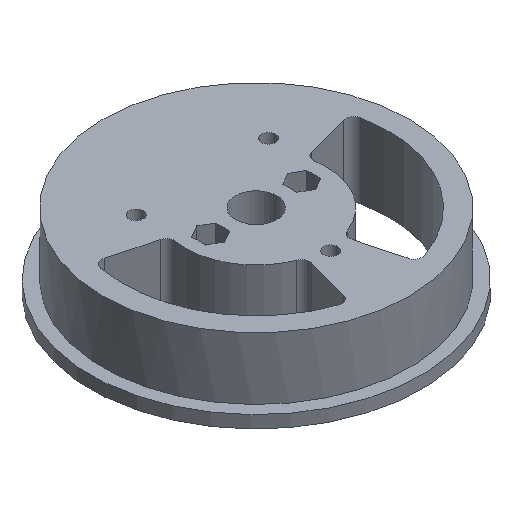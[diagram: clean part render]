
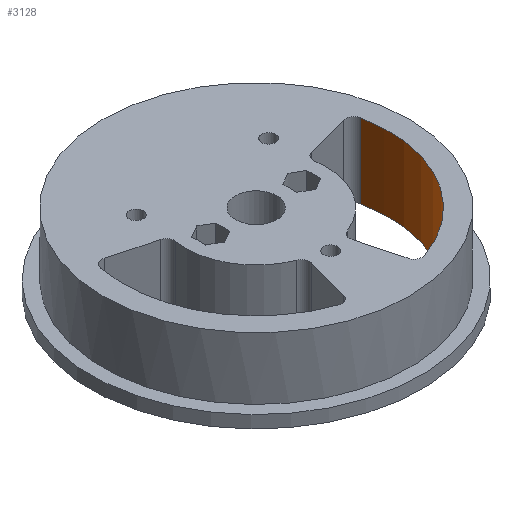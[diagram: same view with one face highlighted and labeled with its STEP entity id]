
A CAD part, isometric view. The second image highlights one B-rep face of the part: STEP entity #3128.
In plain terms, the highlighted cylindrical face has radius 32 mm (diameter 64 mm), a partial arc.
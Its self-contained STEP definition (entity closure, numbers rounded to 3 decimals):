
#44 = PLANE('',#45);
#45 = AXIS2_PLACEMENT_3D('',#46,#47,#48);
#46 = CARTESIAN_POINT('',(0.,0.,0.));
#47 = DIRECTION('',(0.,0.,-1.));
#48 = DIRECTION('',(1.,0.,0.));
#927 = VERTEX_POINT('',#928);
#928 = CARTESIAN_POINT('',(10.324,-30.289,0.));
#947 = CYLINDRICAL_SURFACE('',#948,2.);
#948 = AXIS2_PLACEMENT_3D('',#949,#950,#951);
#949 = CARTESIAN_POINT('',(9.679,-28.396,0.));
#950 = DIRECTION('',(-0.,-0.,-1.));
#951 = DIRECTION('',(1.,0.,0.));
#1115 = VERTEX_POINT('',#1116);
#1116 = CARTESIAN_POINT('',(31.393,6.203,0.));
#1135 = CYLINDRICAL_SURFACE('',#1136,2.);
#1136 = AXIS2_PLACEMENT_3D('',#1137,#1138,#1139);
#1137 = CARTESIAN_POINT('',(29.431,5.815,0.));
#1138 = DIRECTION('',(-0.,-0.,-1.));
#1139 = DIRECTION('',(1.,0.,0.));
#1147 = EDGE_CURVE('',#927,#1115,#1148,.T.);
#1148 = SURFACE_CURVE('',#1149,(#1154,#1165),.PCURVE_S1.);
#1149 = CIRCLE('',#1150,32.);
#1150 = AXIS2_PLACEMENT_3D('',#1151,#1152,#1153);
#1151 = CARTESIAN_POINT('',(0.,0.,0.));
#1152 = DIRECTION('',(0.,0.,1.));
#1153 = DIRECTION('',(1.,0.,0.));
#1154 = PCURVE('',#44,#1155);
#1155 = DEFINITIONAL_REPRESENTATION('',(#1156),#1164);
#1156 = ( BOUNDED_CURVE() B_SPLINE_CURVE(2,(#1157,#1158,#1159,#1160,
#1161,#1162,#1163),.UNSPECIFIED.,.T.,.F.) B_SPLINE_CURVE_WITH_KNOTS((1,2
    ,2,2,2,1),(-2.094,0.,2.094,4.189,
6.283,8.378),.UNSPECIFIED.) CURVE() 
GEOMETRIC_REPRESENTATION_ITEM() RATIONAL_B_SPLINE_CURVE((1.,0.5,1.,0.5,
1.,0.5,1.)) REPRESENTATION_ITEM('') );
#1157 = CARTESIAN_POINT('',(32.,0.));
#1158 = CARTESIAN_POINT('',(32.,-55.426));
#1159 = CARTESIAN_POINT('',(-16.,-27.713));
#1160 = CARTESIAN_POINT('',(-64.,0.));
#1161 = CARTESIAN_POINT('',(-16.,27.713));
#1162 = CARTESIAN_POINT('',(32.,55.426));
#1163 = CARTESIAN_POINT('',(32.,0.));
#1164 = ( GEOMETRIC_REPRESENTATION_CONTEXT(2) 
PARAMETRIC_REPRESENTATION_CONTEXT() REPRESENTATION_CONTEXT('2D SPACE',''
  ) );
#1165 = PCURVE('',#1166,#1171);
#1166 = CYLINDRICAL_SURFACE('',#1167,32.);
#1167 = AXIS2_PLACEMENT_3D('',#1168,#1169,#1170);
#1168 = CARTESIAN_POINT('',(0.,0.,0.));
#1169 = DIRECTION('',(-0.,-0.,-1.));
#1170 = DIRECTION('',(1.,0.,0.));
#1171 = DEFINITIONAL_REPRESENTATION('',(#1172),#1176);
#1172 = LINE('',#1173,#1174);
#1173 = CARTESIAN_POINT('',(-0.,0.));
#1174 = VECTOR('',#1175,1.);
#1175 = DIRECTION('',(-1.,0.));
#1176 = ( GEOMETRIC_REPRESENTATION_CONTEXT(2) 
PARAMETRIC_REPRESENTATION_CONTEXT() REPRESENTATION_CONTEXT('2D SPACE',''
  ) );
#1824 = PLANE('',#1825);
#1825 = AXIS2_PLACEMENT_3D('',#1826,#1827,#1828);
#1826 = CARTESIAN_POINT('',(0.,0.,18.));
#1827 = DIRECTION('',(0.,0.,-1.));
#1828 = DIRECTION('',(1.,0.,0.));
#3080 = VERTEX_POINT('',#3081);
#3081 = CARTESIAN_POINT('',(10.324,-30.289,18.));
#3107 = EDGE_CURVE('',#927,#3080,#3108,.T.);
#3108 = SURFACE_CURVE('',#3109,(#3113,#3120),.PCURVE_S1.);
#3109 = LINE('',#3110,#3111);
#3110 = CARTESIAN_POINT('',(10.324,-30.289,0.));
#3111 = VECTOR('',#3112,1.);
#3112 = DIRECTION('',(0.,0.,1.));
#3113 = PCURVE('',#947,#3114);
#3114 = DEFINITIONAL_REPRESENTATION('',(#3115),#3119);
#3115 = LINE('',#3116,#3117);
#3116 = CARTESIAN_POINT('',(-5.041,0.));
#3117 = VECTOR('',#3118,1.);
#3118 = DIRECTION('',(-0.,-1.));
#3119 = ( GEOMETRIC_REPRESENTATION_CONTEXT(2) 
PARAMETRIC_REPRESENTATION_CONTEXT() REPRESENTATION_CONTEXT('2D SPACE',''
  ) );
#3120 = PCURVE('',#1166,#3121);
#3121 = DEFINITIONAL_REPRESENTATION('',(#3122),#3126);
#3122 = LINE('',#3123,#3124);
#3123 = CARTESIAN_POINT('',(-5.041,0.));
#3124 = VECTOR('',#3125,1.);
#3125 = DIRECTION('',(-0.,-1.));
#3126 = ( GEOMETRIC_REPRESENTATION_CONTEXT(2) 
PARAMETRIC_REPRESENTATION_CONTEXT() REPRESENTATION_CONTEXT('2D SPACE',''
  ) );
#3128 = ADVANCED_FACE('',(#3129),#1166,.F.);
#3129 = FACE_BOUND('',#3130,.T.);
#3130 = EDGE_LOOP('',(#3131,#3132,#3160,#3181));
#3131 = ORIENTED_EDGE('',*,*,#3107,.T.);
#3132 = ORIENTED_EDGE('',*,*,#3133,.T.);
#3133 = EDGE_CURVE('',#3080,#3134,#3136,.T.);
#3134 = VERTEX_POINT('',#3135);
#3135 = CARTESIAN_POINT('',(31.393,6.203,18.));
#3136 = SURFACE_CURVE('',#3137,(#3142,#3149),.PCURVE_S1.);
#3137 = CIRCLE('',#3138,32.);
#3138 = AXIS2_PLACEMENT_3D('',#3139,#3140,#3141);
#3139 = CARTESIAN_POINT('',(0.,0.,18.));
#3140 = DIRECTION('',(0.,0.,1.));
#3141 = DIRECTION('',(1.,0.,0.));
#3142 = PCURVE('',#1166,#3143);
#3143 = DEFINITIONAL_REPRESENTATION('',(#3144),#3148);
#3144 = LINE('',#3145,#3146);
#3145 = CARTESIAN_POINT('',(-0.,-18.));
#3146 = VECTOR('',#3147,1.);
#3147 = DIRECTION('',(-1.,0.));
#3148 = ( GEOMETRIC_REPRESENTATION_CONTEXT(2) 
PARAMETRIC_REPRESENTATION_CONTEXT() REPRESENTATION_CONTEXT('2D SPACE',''
  ) );
#3149 = PCURVE('',#1824,#3150);
#3150 = DEFINITIONAL_REPRESENTATION('',(#3151),#3159);
#3151 = ( BOUNDED_CURVE() B_SPLINE_CURVE(2,(#3152,#3153,#3154,#3155,
#3156,#3157,#3158),.UNSPECIFIED.,.F.,.F.) B_SPLINE_CURVE_WITH_KNOTS((1,2
    ,2,2,2,1),(-2.094,0.,2.094,4.189,
6.283,8.378),.UNSPECIFIED.) CURVE() 
GEOMETRIC_REPRESENTATION_ITEM() RATIONAL_B_SPLINE_CURVE((1.,0.5,1.,0.5,
1.,0.5,1.)) REPRESENTATION_ITEM('') );
#3152 = CARTESIAN_POINT('',(32.,0.));
#3153 = CARTESIAN_POINT('',(32.,-55.426));
#3154 = CARTESIAN_POINT('',(-16.,-27.713));
#3155 = CARTESIAN_POINT('',(-64.,0.));
#3156 = CARTESIAN_POINT('',(-16.,27.713));
#3157 = CARTESIAN_POINT('',(32.,55.426));
#3158 = CARTESIAN_POINT('',(32.,0.));
#3159 = ( GEOMETRIC_REPRESENTATION_CONTEXT(2) 
PARAMETRIC_REPRESENTATION_CONTEXT() REPRESENTATION_CONTEXT('2D SPACE',''
  ) );
#3160 = ORIENTED_EDGE('',*,*,#3161,.F.);
#3161 = EDGE_CURVE('',#1115,#3134,#3162,.T.);
#3162 = SURFACE_CURVE('',#3163,(#3167,#3174),.PCURVE_S1.);
#3163 = LINE('',#3164,#3165);
#3164 = CARTESIAN_POINT('',(31.393,6.203,0.));
#3165 = VECTOR('',#3166,1.);
#3166 = DIRECTION('',(0.,0.,1.));
#3167 = PCURVE('',#1166,#3168);
#3168 = DEFINITIONAL_REPRESENTATION('',(#3169),#3173);
#3169 = LINE('',#3170,#3171);
#3170 = CARTESIAN_POINT('',(-6.478,0.));
#3171 = VECTOR('',#3172,1.);
#3172 = DIRECTION('',(-0.,-1.));
#3173 = ( GEOMETRIC_REPRESENTATION_CONTEXT(2) 
PARAMETRIC_REPRESENTATION_CONTEXT() REPRESENTATION_CONTEXT('2D SPACE',''
  ) );
#3174 = PCURVE('',#1135,#3175);
#3175 = DEFINITIONAL_REPRESENTATION('',(#3176),#3180);
#3176 = LINE('',#3177,#3178);
#3177 = CARTESIAN_POINT('',(-0.195,0.));
#3178 = VECTOR('',#3179,1.);
#3179 = DIRECTION('',(-0.,-1.));
#3180 = ( GEOMETRIC_REPRESENTATION_CONTEXT(2) 
PARAMETRIC_REPRESENTATION_CONTEXT() REPRESENTATION_CONTEXT('2D SPACE',''
  ) );
#3181 = ORIENTED_EDGE('',*,*,#1147,.F.);
